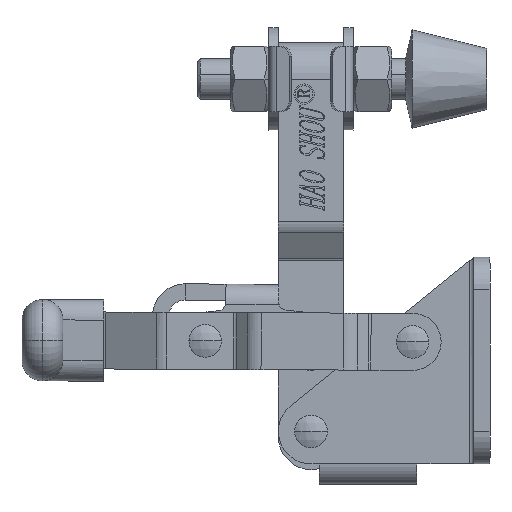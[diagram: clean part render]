
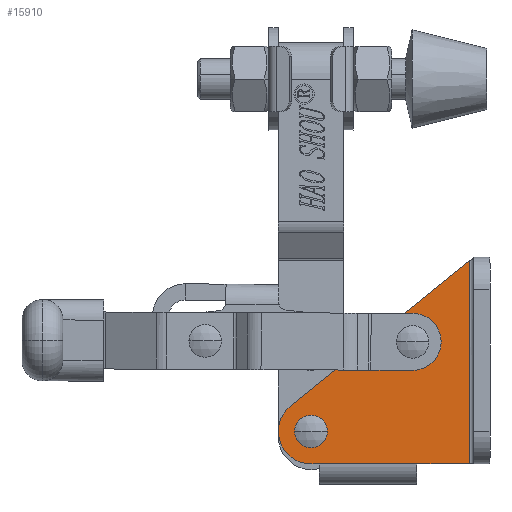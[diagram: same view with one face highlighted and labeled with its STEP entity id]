
A CAD part, left-side view. The second image highlights one B-rep face of the part: STEP entity #15910.
In plain terms, the highlighted planar face has unit normal (-1, 0, 0).
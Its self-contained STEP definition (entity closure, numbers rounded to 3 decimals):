
#3923 = FACE_BOUND ( 'NONE', #20933, .T. ) ;
#3926 = FACE_OUTER_BOUND ( 'NONE', #20955, .T. ) ;
#3929 = FACE_BOUND ( 'NONE', #20952, .T. ) ;
#7838 = DIRECTION ( 'NONE',  ( 1., 0., 0. ) ) ;
#7842 = CARTESIAN_POINT ( 'NONE',  ( -4., 0., 0. ) ) ;
#7843 = PLANE ( 'NONE',  #12888 ) ;
#7845 = DIRECTION ( 'NONE',  ( 0., 0., -1. ) ) ;
#8793 = AXIS2_PLACEMENT_3D ( 'NONE', #23904, #23905, #23906 ) ;
#8795 = AXIS2_PLACEMENT_3D ( 'NONE', #23914, #23915, #23916 ) ;
#8805 = AXIS2_PLACEMENT_3D ( 'NONE', #23965, #23966, #23967 ) ;
#8806 = AXIS2_PLACEMENT_3D ( 'NONE', #23969, #23970, #23971 ) ;
#8807 = AXIS2_PLACEMENT_3D ( 'NONE', #23976, #23977, #23978 ) ;
#12888 = AXIS2_PLACEMENT_3D ( 'NONE', #7842, #7838, #7845 ) ;
#15910 = ADVANCED_FACE ( 'NONE', ( #3923, #3929, #3926 ), #7843, .F. ) ;
#17377 = ORIENTED_EDGE ( 'NONE', *, *, #19058, .T. ) ;
#17378 = ORIENTED_EDGE ( 'NONE', *, *, #19009, .T. ) ;
#17379 = ORIENTED_EDGE ( 'NONE', *, *, #19060, .T. ) ;
#17380 = ORIENTED_EDGE ( 'NONE', *, *, #18999, .T. ) ;
#17381 = ORIENTED_EDGE ( 'NONE', *, *, #19062, .F. ) ;
#17382 = ORIENTED_EDGE ( 'NONE', *, *, #19065, .T. ) ;
#17383 = ORIENTED_EDGE ( 'NONE', *, *, #19067, .T. ) ;
#17384 = ORIENTED_EDGE ( 'NONE', *, *, #19069, .T. ) ;
#17385 = ORIENTED_EDGE ( 'NONE', *, *, #19072, .F. ) ;
#17386 = ORIENTED_EDGE ( 'NONE', *, *, #19074, .F. ) ;
#18993 = CARTESIAN_POINT ( 'NONE',  ( -4., 19., 0. ) ) ;
#18994 = CARTESIAN_POINT ( 'NONE',  ( -4., 20., 0. ) ) ;
#18996 = CARTESIAN_POINT ( 'NONE',  ( -4., 22.522, 7.105 ) ) ;
#18999 = EDGE_CURVE ( 'NONE', #24740, #24737, #22216, .T. ) ;
#19009 = EDGE_CURVE ( 'NONE', #24736, #24735, #22220, .T. ) ;
#19008 = CARTESIAN_POINT ( 'NONE',  ( -4., 0.5, 0. ) ) ;
#19036 = CARTESIAN_POINT ( 'NONE',  ( -4., 7.5, 13.5 ) ) ;
#19038 = CARTESIAN_POINT ( 'NONE',  ( -4., 7.5, 16.5 ) ) ;
#19040 = CARTESIAN_POINT ( 'NONE',  ( -4., 20., 2.5 ) ) ;
#19045 = CARTESIAN_POINT ( 'NONE',  ( -4., 20., 5.5 ) ) ;
#19058 = EDGE_CURVE ( 'NONE', #24735, #24736, #22256, .T. ) ;
#19060 = EDGE_CURVE ( 'NONE', #24737, #24740, #22257, .T. ) ;
#19062 = EDGE_CURVE ( 'NONE', #24790, #24719, #22258, .T. ) ;
#19065 = EDGE_CURVE ( 'NONE', #24790, #24712, #22245, .T. ) ;
#19067 = EDGE_CURVE ( 'NONE', #24712, #24711, #22259, .T. ) ;
#19069 = EDGE_CURVE ( 'NONE', #24711, #24710, #22263, .T. ) ;
#19072 = EDGE_CURVE ( 'NONE', #24760, #24710, #22264, .T. ) ;
#19074 = EDGE_CURVE ( 'NONE', #24719, #24760, #22261, .T. ) ;
#19080 = CARTESIAN_POINT ( 'NONE',  ( -4., 7., 0. ) ) ;
#19133 = CARTESIAN_POINT ( 'NONE',  ( -4., 0.5, 24.994 ) ) ;
#20933 = EDGE_LOOP ( 'NONE', ( #17377, #17378 ) ) ;
#20952 = EDGE_LOOP ( 'NONE', ( #17379, #17380 ) ) ;
#20955 = EDGE_LOOP ( 'NONE', ( #17381, #17382, #17383, #17384, #17385, #17386 ) ) ;
#22216 = CIRCLE ( 'NONE', #8793, 1.5 ) ;
#22220 = CIRCLE ( 'NONE', #8795, 1.5 ) ;
#22245 = LINE ( 'NONE', #23968, #22262 ) ;
#22256 = CIRCLE ( 'NONE', #8805, 1.5 ) ;
#22257 = CIRCLE ( 'NONE', #8806, 1.5 ) ;
#22258 = LINE ( 'NONE', #23963, #22260 ) ;
#22259 = CIRCLE ( 'NONE', #8807, 4. ) ;
#22260 = VECTOR ( 'NONE', #23964, 1000. ) ;
#22261 = LINE ( 'NONE', #23975, #22269 ) ;
#22262 = VECTOR ( 'NONE', #23973, 1000. ) ;
#22263 = LINE ( 'NONE', #23974, #22265 ) ;
#22264 = LINE ( 'NONE', #23979, #22267 ) ;
#22265 = VECTOR ( 'NONE', #23972, 1000. ) ;
#22267 = VECTOR ( 'NONE', #23980, 1000. ) ;
#22269 = VECTOR ( 'NONE', #23981, 1000. ) ;
#23904 = CARTESIAN_POINT ( 'NONE',  ( -4., 20., 4. ) ) ;
#23905 = DIRECTION ( 'NONE',  ( 1., 0., 0. ) ) ;
#23906 = DIRECTION ( 'NONE',  ( 0., 0., -1. ) ) ;
#23914 = CARTESIAN_POINT ( 'NONE',  ( -4., 7.5, 15. ) ) ;
#23915 = DIRECTION ( 'NONE',  ( 1., 0., 0. ) ) ;
#23916 = DIRECTION ( 'NONE',  ( 0., 0., -1. ) ) ;
#23963 = CARTESIAN_POINT ( 'NONE',  ( -4., 0.5, 25.4 ) ) ;
#23964 = DIRECTION ( 'NONE',  ( 0., 0., -1. ) ) ;
#23965 = CARTESIAN_POINT ( 'NONE',  ( -4., 7.5, 15. ) ) ;
#23966 = DIRECTION ( 'NONE',  ( 1., 0., 0. ) ) ;
#23967 = DIRECTION ( 'NONE',  ( 0., 0., -1. ) ) ;
#23968 = CARTESIAN_POINT ( 'NONE',  ( -4., 12.431, 15.302 ) ) ;
#23969 = CARTESIAN_POINT ( 'NONE',  ( -4., 20., 4. ) ) ;
#23970 = DIRECTION ( 'NONE',  ( 1., 0., 0. ) ) ;
#23971 = DIRECTION ( 'NONE',  ( 0., 0., -1. ) ) ;
#23972 = DIRECTION ( 'NONE',  ( 0., -1., 0. ) ) ;
#23973 = DIRECTION ( 'NONE',  ( 0., 0.776, -0.631 ) ) ;
#23974 = CARTESIAN_POINT ( 'NONE',  ( -4., 0., 0. ) ) ;
#23975 = CARTESIAN_POINT ( 'NONE',  ( -4., 30., 0. ) ) ;
#23976 = CARTESIAN_POINT ( 'NONE',  ( -4., 20., 4. ) ) ;
#23977 = DIRECTION ( 'NONE',  ( -1., 0., 0. ) ) ;
#23978 = DIRECTION ( 'NONE',  ( 0., 0., -1. ) ) ;
#23979 = CARTESIAN_POINT ( 'NONE',  ( -4., 30., 0. ) ) ;
#23980 = DIRECTION ( 'NONE',  ( 0., 1., 0. ) ) ;
#23981 = DIRECTION ( 'NONE',  ( 0., 1., 0. ) ) ;
#24710 = VERTEX_POINT ( 'NONE', #18993 ) ;
#24711 = VERTEX_POINT ( 'NONE', #18994 ) ;
#24712 = VERTEX_POINT ( 'NONE', #18996 ) ;
#24719 = VERTEX_POINT ( 'NONE', #19008 ) ;
#24735 = VERTEX_POINT ( 'NONE', #19036 ) ;
#24736 = VERTEX_POINT ( 'NONE', #19038 ) ;
#24737 = VERTEX_POINT ( 'NONE', #19040 ) ;
#24740 = VERTEX_POINT ( 'NONE', #19045 ) ;
#24760 = VERTEX_POINT ( 'NONE', #19080 ) ;
#24790 = VERTEX_POINT ( 'NONE', #19133 ) ;
